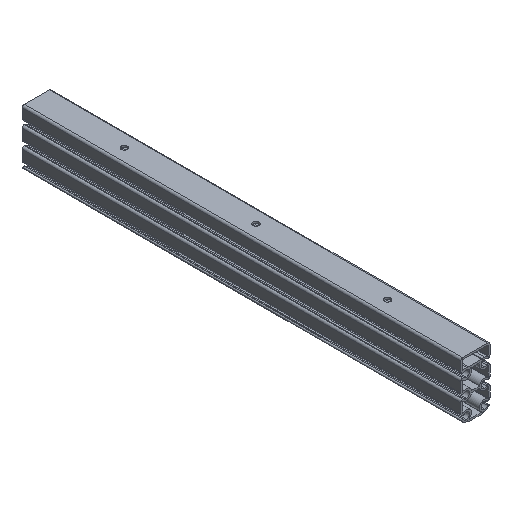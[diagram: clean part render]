
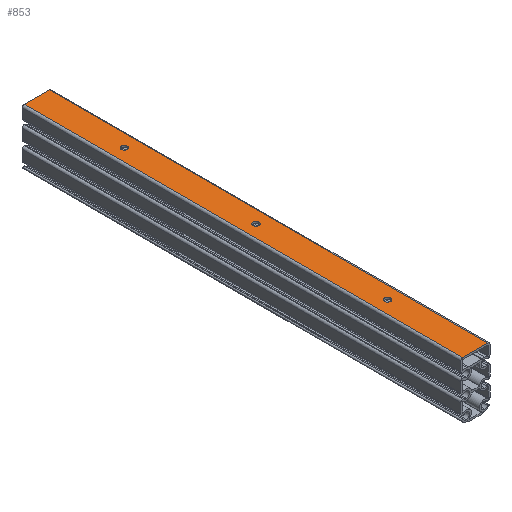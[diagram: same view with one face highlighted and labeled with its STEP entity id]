
A CAD part, isometric view. The second image highlights one B-rep face of the part: STEP entity #853.
In plain terms, the highlighted planar face has unit normal (0, 0, 1).
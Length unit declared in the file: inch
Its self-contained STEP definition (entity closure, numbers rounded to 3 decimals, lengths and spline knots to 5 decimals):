
#148 = AXIS2_PLACEMENT_3D ( 'NONE', #3530, #2485, #855 ) ;
#191 = VERTEX_POINT ( 'NONE', #2921 ) ;
#248 = DIRECTION ( 'NONE',  ( 1., 0., 0. ) ) ;
#288 = CARTESIAN_POINT ( 'NONE',  ( -0.5, 7.5, 0. ) ) ;
#312 = LINE ( 'NONE', #1417, #1982 ) ;
#323 = VECTOR ( 'NONE', #3504, 39.37008 ) ;
#374 = VERTEX_POINT ( 'NONE', #497 ) ;
#466 = FACE_BOUND ( 'NONE', #1605, .T. ) ;
#497 = CARTESIAN_POINT ( 'NONE',  ( -0.93, 15., 0. ) ) ;
#636 = EDGE_CURVE ( 'NONE', #3943, #3257, #2048, .T. ) ;
#719 = DIRECTION ( 'NONE',  ( 0., 0., 1. ) ) ;
#741 = CARTESIAN_POINT ( 'NONE',  ( -0.6005, 12., 0. ) ) ;
#746 = EDGE_CURVE ( 'NONE', #3307, #4570, #1174, .T. ) ;
#774 = CARTESIAN_POINT ( 'NONE',  ( 0., 0., 0. ) ) ;
#778 = CARTESIAN_POINT ( 'NONE',  ( -0.93, 0., 0. ) ) ;
#793 = EDGE_LOOP ( 'NONE', ( #963, #1617, #1241, #2050 ) ) ;
#826 = EDGE_CURVE ( 'NONE', #2002, #3141, #1197, .T. ) ;
#853 = ADVANCED_FACE ( 'NONE', ( #4650, #466, #2692, #3900 ), #2369, .T. ) ;
#855 = DIRECTION ( 'NONE',  ( 1., 0., 0. ) ) ;
#963 = ORIENTED_EDGE ( 'NONE', *, *, #1985, .T. ) ;
#1006 = DIRECTION ( 'NONE',  ( -1., 0., 0. ) ) ;
#1013 = AXIS2_PLACEMENT_3D ( 'NONE', #2824, #3605, #4354 ) ;
#1060 = CARTESIAN_POINT ( 'NONE',  ( 0., 15., 0. ) ) ;
#1174 = CIRCLE ( 'NONE', #4608, 0.1005 ) ;
#1197 = LINE ( 'NONE', #774, #1289 ) ;
#1241 = ORIENTED_EDGE ( 'NONE', *, *, #826, .F. ) ;
#1250 = CARTESIAN_POINT ( 'NONE',  ( 0., 15., 0. ) ) ;
#1289 = VECTOR ( 'NONE', #4602, 39.37008 ) ;
#1417 = CARTESIAN_POINT ( 'NONE',  ( -0.07, 15., 0. ) ) ;
#1605 = EDGE_LOOP ( 'NONE', ( #2278, #2055 ) ) ;
#1617 = ORIENTED_EDGE ( 'NONE', *, *, #4836, .T. ) ;
#1711 = LINE ( 'NONE', #4639, #323 ) ;
#1728 = CARTESIAN_POINT ( 'NONE',  ( -0.07, 0., 0. ) ) ;
#1749 = CARTESIAN_POINT ( 'NONE',  ( -0.07, 15., 0. ) ) ;
#1866 = DIRECTION ( 'NONE',  ( 1., 0., 0. ) ) ;
#1906 = CARTESIAN_POINT ( 'NONE',  ( -0.5, 3., 0. ) ) ;
#1951 = CARTESIAN_POINT ( 'NONE',  ( -0.3995, 3., 0. ) ) ;
#1982 = VECTOR ( 'NONE', #2596, 39.37008 ) ;
#1985 = EDGE_CURVE ( 'NONE', #3393, #374, #4117, .T. ) ;
#2002 = VERTEX_POINT ( 'NONE', #1728 ) ;
#2048 = CIRCLE ( 'NONE', #1013, 0.1005 ) ;
#2050 = ORIENTED_EDGE ( 'NONE', *, *, #4597, .T. ) ;
#2055 = ORIENTED_EDGE ( 'NONE', *, *, #3122, .F. ) ;
#2199 = EDGE_CURVE ( 'NONE', #4005, #191, #4710, .T. ) ;
#2278 = ORIENTED_EDGE ( 'NONE', *, *, #746, .F. ) ;
#2337 = EDGE_CURVE ( 'NONE', #3257, #3943, #4231, .T. ) ;
#2369 = PLANE ( 'NONE',  #3043 ) ;
#2409 = ORIENTED_EDGE ( 'NONE', *, *, #2199, .F. ) ;
#2448 = EDGE_CURVE ( 'NONE', #191, #4005, #2956, .T. ) ;
#2485 = DIRECTION ( 'NONE',  ( 0., 0., 1. ) ) ;
#2535 = DIRECTION ( 'NONE',  ( 0., 0., 1. ) ) ;
#2553 = DIRECTION ( 'NONE',  ( 0., 0., 1. ) ) ;
#2557 = AXIS2_PLACEMENT_3D ( 'NONE', #2558, #2535, #4071 ) ;
#2558 = CARTESIAN_POINT ( 'NONE',  ( -0.5, 12., 0. ) ) ;
#2596 = DIRECTION ( 'NONE',  ( 0., 1., 0. ) ) ;
#2640 = ORIENTED_EDGE ( 'NONE', *, *, #2337, .F. ) ;
#2672 = DIRECTION ( 'NONE',  ( 0., 0., 1. ) ) ;
#2692 = FACE_BOUND ( 'NONE', #4006, .T. ) ;
#2718 = DIRECTION ( 'NONE',  ( 1., 0., 0. ) ) ;
#2824 = CARTESIAN_POINT ( 'NONE',  ( -0.5, 12., 0. ) ) ;
#2921 = CARTESIAN_POINT ( 'NONE',  ( -0.6005, 7.5, 0. ) ) ;
#2951 = CARTESIAN_POINT ( 'NONE',  ( -0.5, 3., 0. ) ) ;
#2956 = CIRCLE ( 'NONE', #4003, 0.1005 ) ;
#3043 = AXIS2_PLACEMENT_3D ( 'NONE', #1250, #2672, #2718 ) ;
#3122 = EDGE_CURVE ( 'NONE', #4570, #3307, #4072, .T. ) ;
#3141 = VERTEX_POINT ( 'NONE', #778 ) ;
#3257 = VERTEX_POINT ( 'NONE', #3767 ) ;
#3307 = VERTEX_POINT ( 'NONE', #1951 ) ;
#3393 = VERTEX_POINT ( 'NONE', #1749 ) ;
#3435 = DIRECTION ( 'NONE',  ( 1., 0., 0. ) ) ;
#3478 = DIRECTION ( 'NONE',  ( 0., 0., 1. ) ) ;
#3504 = DIRECTION ( 'NONE',  ( 0., -1., 0. ) ) ;
#3530 = CARTESIAN_POINT ( 'NONE',  ( -0.5, 7.5, 0. ) ) ;
#3544 = CARTESIAN_POINT ( 'NONE',  ( -0.3995, 7.5, 0. ) ) ;
#3605 = DIRECTION ( 'NONE',  ( 0., 0., 1. ) ) ;
#3719 = CARTESIAN_POINT ( 'NONE',  ( -0.6005, 3., 0. ) ) ;
#3746 = AXIS2_PLACEMENT_3D ( 'NONE', #1906, #3478, #3435 ) ;
#3767 = CARTESIAN_POINT ( 'NONE',  ( -0.3995, 12., 0. ) ) ;
#3769 = EDGE_LOOP ( 'NONE', ( #2409, #4368 ) ) ;
#3900 = FACE_OUTER_BOUND ( 'NONE', #793, .T. ) ;
#3914 = VECTOR ( 'NONE', #1006, 39.37008 ) ;
#3943 = VERTEX_POINT ( 'NONE', #741 ) ;
#4003 = AXIS2_PLACEMENT_3D ( 'NONE', #288, #719, #1866 ) ;
#4005 = VERTEX_POINT ( 'NONE', #3544 ) ;
#4006 = EDGE_LOOP ( 'NONE', ( #2640, #4908 ) ) ;
#4071 = DIRECTION ( 'NONE',  ( 1., 0., 0. ) ) ;
#4072 = CIRCLE ( 'NONE', #3746, 0.1005 ) ;
#4117 = LINE ( 'NONE', #1060, #3914 ) ;
#4231 = CIRCLE ( 'NONE', #2557, 0.1005 ) ;
#4354 = DIRECTION ( 'NONE',  ( 1., 0., 0. ) ) ;
#4368 = ORIENTED_EDGE ( 'NONE', *, *, #2448, .F. ) ;
#4570 = VERTEX_POINT ( 'NONE', #3719 ) ;
#4597 = EDGE_CURVE ( 'NONE', #2002, #3393, #312, .T. ) ;
#4602 = DIRECTION ( 'NONE',  ( -1., 0., 0. ) ) ;
#4608 = AXIS2_PLACEMENT_3D ( 'NONE', #2951, #2553, #248 ) ;
#4639 = CARTESIAN_POINT ( 'NONE',  ( -0.93, 15., 0. ) ) ;
#4650 = FACE_BOUND ( 'NONE', #3769, .T. ) ;
#4710 = CIRCLE ( 'NONE', #148, 0.1005 ) ;
#4836 = EDGE_CURVE ( 'NONE', #374, #3141, #1711, .T. ) ;
#4908 = ORIENTED_EDGE ( 'NONE', *, *, #636, .F. ) ;
